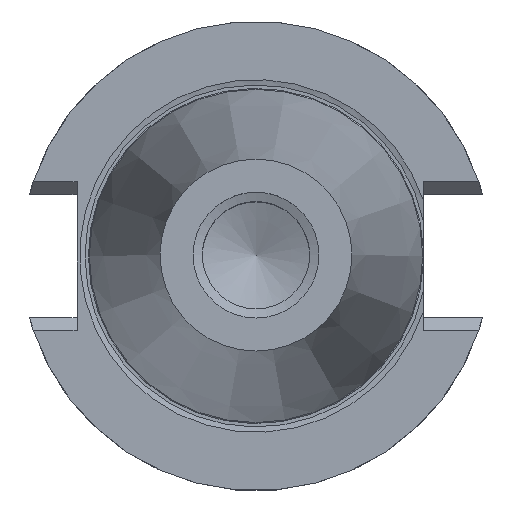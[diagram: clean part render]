
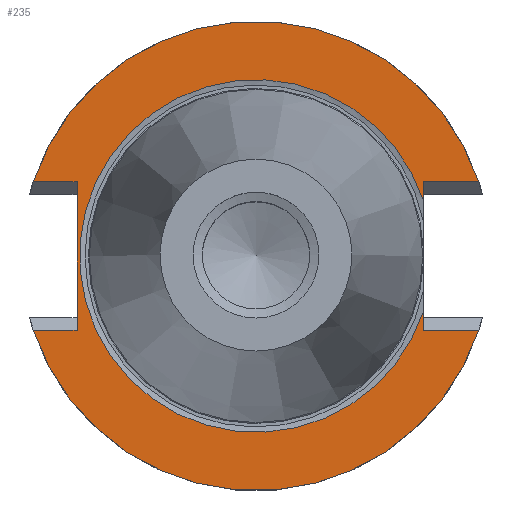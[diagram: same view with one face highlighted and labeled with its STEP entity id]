
A CAD part, top view. The second image highlights one B-rep face of the part: STEP entity #235.
In plain terms, the highlighted planar face has unit normal (0, 0, 1).
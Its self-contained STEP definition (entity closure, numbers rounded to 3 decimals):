
#65=LINE('',#1179,#112);
#67=LINE('',#1183,#114);
#70=LINE('',#1188,#117);
#71=LINE('',#1190,#118);
#81=LINE('',#1212,#128);
#82=LINE('',#1214,#129);
#83=LINE('',#1215,#130);
#112=VECTOR('',#942,1.);
#114=VECTOR('',#946,1.);
#117=VECTOR('',#951,1.);
#118=VECTOR('',#954,1.);
#128=VECTOR('',#974,1.);
#129=VECTOR('',#977,1.);
#130=VECTOR('',#978,1.);
#157=FACE_OUTER_BOUND('',#317,.T.);
#188=PLANE('',#785);
#235=ADVANCED_FACE('',(#157),#188,.F.);
#317=EDGE_LOOP('',(#491,#492,#493,#494,#495,#496,#497,#498,#499,#500));
#491=ORIENTED_EDGE('',*,*,#661,.T.);
#492=ORIENTED_EDGE('',*,*,#662,.T.);
#493=ORIENTED_EDGE('',*,*,#583,.T.);
#494=ORIENTED_EDGE('',*,*,#663,.T.);
#495=ORIENTED_EDGE('',*,*,#650,.T.);
#496=ORIENTED_EDGE('',*,*,#591,.F.);
#497=ORIENTED_EDGE('',*,*,#649,.F.);
#498=ORIENTED_EDGE('',*,*,#646,.F.);
#499=ORIENTED_EDGE('',*,*,#644,.F.);
#500=ORIENTED_EDGE('',*,*,#641,.F.);
#518=VERTEX_POINT('',#1025);
#519=VERTEX_POINT('',#1026);
#524=VERTEX_POINT('',#1046);
#526=VERTEX_POINT('',#1049);
#562=VERTEX_POINT('',#1173);
#563=VERTEX_POINT('',#1175);
#564=VERTEX_POINT('',#1180);
#565=VERTEX_POINT('',#1184);
#566=VERTEX_POINT('',#1191);
#572=VERTEX_POINT('',#1211);
#583=EDGE_CURVE('',#518,#519,#675,.T.);
#591=EDGE_CURVE('',#524,#526,#678,.T.);
#641=EDGE_CURVE('',#562,#563,#693,.T.);
#644=EDGE_CURVE('',#563,#564,#65,.T.);
#646=EDGE_CURVE('',#564,#565,#67,.T.);
#649=EDGE_CURVE('',#565,#524,#70,.T.);
#650=EDGE_CURVE('',#566,#526,#71,.T.);
#661=EDGE_CURVE('',#562,#572,#81,.T.);
#662=EDGE_CURVE('',#572,#518,#82,.T.);
#663=EDGE_CURVE('',#519,#566,#83,.T.);
#675=CIRCLE('',#734,36.95);
#678=CIRCLE('',#740,49.2);
#693=CIRCLE('',#772,49.2);
#734=AXIS2_PLACEMENT_3D('',#1024,#832,#833);
#740=AXIS2_PLACEMENT_3D('',#1048,#846,#847);
#772=AXIS2_PLACEMENT_3D('',#1174,#935,#936);
#785=AXIS2_PLACEMENT_3D('',#1224,#981,#982);
#832=DIRECTION('',(0.,0.,-1.));
#833=DIRECTION('',(-1.,0.,0.));
#846=DIRECTION('',(0.,0.,-1.));
#847=DIRECTION('',(-1.,0.,0.));
#935=DIRECTION('',(0.,0.,-1.));
#936=DIRECTION('',(-1.,0.,0.));
#942=DIRECTION('',(1.,0.,0.));
#946=DIRECTION('',(0.,1.,0.));
#951=DIRECTION('',(-1.,0.,0.));
#954=DIRECTION('',(1.,0.,0.));
#974=DIRECTION('',(-1.,0.,0.));
#977=DIRECTION('',(0.,1.,0.));
#978=DIRECTION('',(0.,1.,0.));
#981=DIRECTION('',(0.,0.,-1.));
#982=DIRECTION('',(-1.,0.,0.));
#1024=CARTESIAN_POINT('',(0.,0.,-1.5));
#1025=CARTESIAN_POINT('',(35.1,-11.545,-1.5));
#1026=CARTESIAN_POINT('',(35.1,11.545,-1.5));
#1046=CARTESIAN_POINT('',(-46.66,15.603,-1.5));
#1048=CARTESIAN_POINT('',(0.,0.,-1.5));
#1049=CARTESIAN_POINT('',(46.66,15.603,-1.5));
#1173=CARTESIAN_POINT('',(46.66,-15.603,-1.5));
#1174=CARTESIAN_POINT('',(0.,0.,-1.5));
#1175=CARTESIAN_POINT('',(-46.66,-15.603,-1.5));
#1179=CARTESIAN_POINT('',(0.,-15.603,-1.5));
#1180=CARTESIAN_POINT('',(-37.5,-15.603,-1.5));
#1183=CARTESIAN_POINT('',(-37.5,34.625,-1.5));
#1184=CARTESIAN_POINT('',(-37.5,15.603,-1.5));
#1188=CARTESIAN_POINT('',(0.,15.603,-1.5));
#1190=CARTESIAN_POINT('',(0.,15.603,-1.5));
#1191=CARTESIAN_POINT('',(35.1,15.603,-1.5));
#1211=CARTESIAN_POINT('',(35.1,-15.603,-1.5));
#1212=CARTESIAN_POINT('',(0.,-15.603,-1.5));
#1214=CARTESIAN_POINT('',(35.1,34.625,-1.5));
#1215=CARTESIAN_POINT('',(35.1,34.625,-1.5));
#1224=CARTESIAN_POINT('',(0.,34.625,-1.5));
